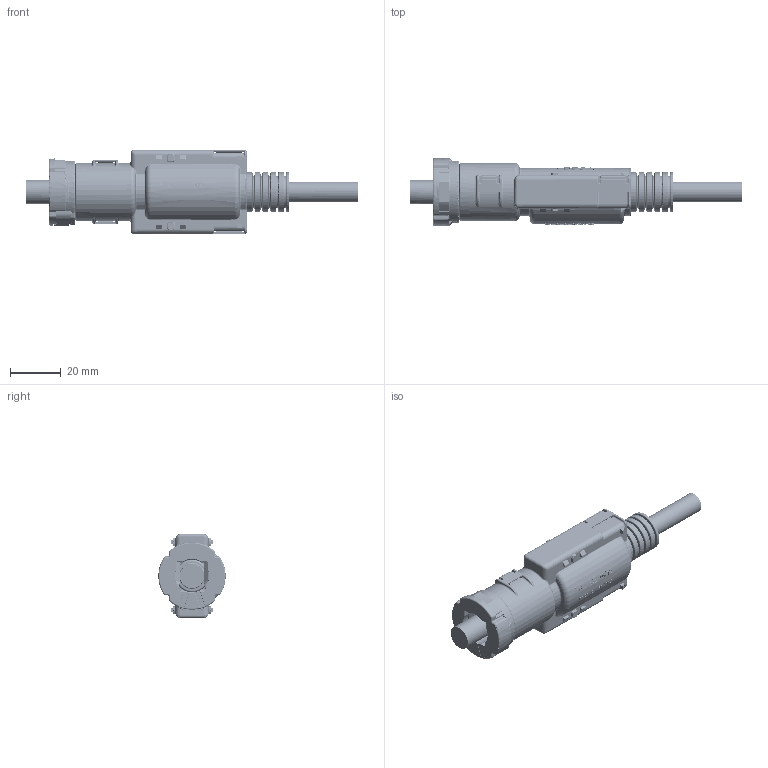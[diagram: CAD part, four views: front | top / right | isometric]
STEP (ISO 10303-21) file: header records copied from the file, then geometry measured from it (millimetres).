
FILE_DESCRIPTION(('CATIA V5 STEP','CAx-IF Rec.Pracs.--- Model Styling and Organization---1.4--- 2014-01-23'),'2;1');
FILE_NAME('Download-SV241N_GKU_3-8_Zoll_8x1_heated.stp','2019-07-24T08:25:10+00:00',('none'),('none'),'CATIA Version 5-6 Release 2016 SP3 HF59','CATIA V5 STEP AP214 Edition 3','none');
FILE_SCHEMA(('AUTOMOTIVE_DESIGN { 1 0 10303 214 3 1 1 1 }'));
Products named in the file (1): Download-SV241N_GKU_3-8_Zoll_8x1_heated
Bounding box: 130.63 x 26.5 x 33 mm (x, y, z)
Volume: 24247.8 mm3; surface area: 34964 mm2
Topology: 7 solids, 9 shells, 7136 faces, 18192 edges, 10758 vertices
Faces by surface type: plane 2399, cylinder 1889, bspline 1222, torus 1137, sphere 247, cone 192, extrusion 50
Entity records: 277731 total; most frequent: CARTESIAN_POINT 122469, ORIENTED_EDGE 35574, DIRECTION 21610, EDGE_CURVE 17787, VERTEX_POINT 10756, AXIS2_PLACEMENT_3D 10028, EDGE_LOOP 7239, ADVANCED_FACE 7136
